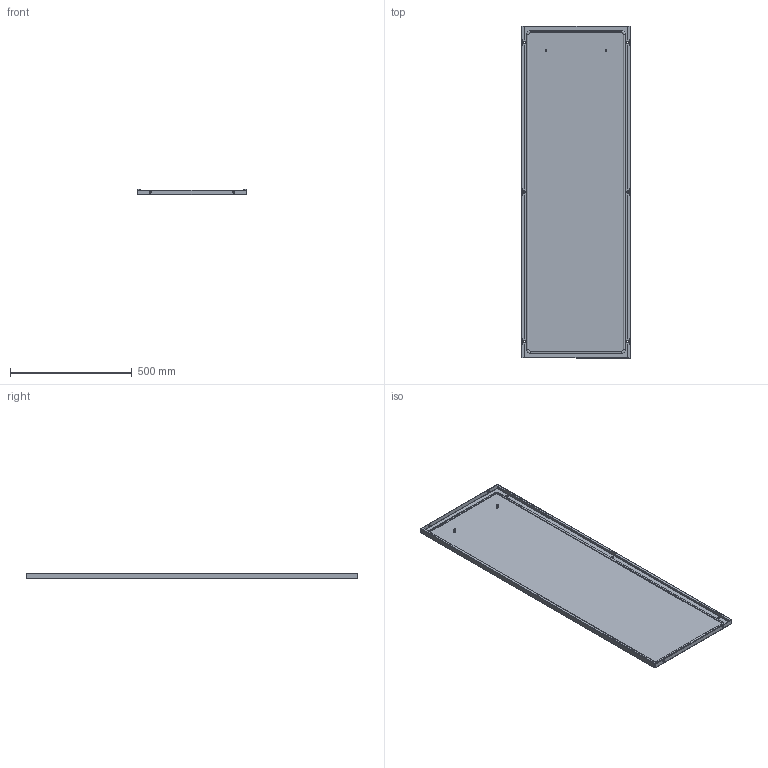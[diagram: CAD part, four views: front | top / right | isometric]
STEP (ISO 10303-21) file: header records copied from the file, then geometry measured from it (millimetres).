
FILE_DESCRIPTION (( 'STEP AP203' ), '1' );
FILE_NAME ('R5LE1452.step', '2011-02-16T13:28:50', ( 'User' ), ( 'DKC' ), 'SwSTEP 2.0', 'SolidWorks 2010', '' );
FILE_SCHEMA (( 'CONFIG_CONTROL_DESIGN' ));
Length unit declared in the file: millimetre
Products named in the file (5): end-cap; land; sealant for laterale per quadro_1400x500; Side_Panels_1400x500; R5LE1452
Assembly tree (6 placements, depth 2):
  R5LE1452
    end-cap  x2
    Side_Panels_1400x500
    land  x2
    sealant for laterale per quadro_1400x500
Bounding box: 446 x 1361 x 21.5 mm (x, y, z)
Volume: 1127128.3 mm3; surface area: 1473719.5 mm2
Topology: 8 solids, 8 shells, 894 faces, 2549 edges, 1672 vertices
Faces by surface type: bspline 570, cylinder 217, plane 95, torus 12
Entity records: 25867 total; most frequent: CARTESIAN_POINT 15232, ORIENTED_EDGE 2880, EDGE_CURVE 1440, DIRECTION 1090, VERTEX_POINT 933, B_SPLINE_CURVE_WITH_KNOTS 711, EDGE_LOOP 539, ADVANCED_FACE 517
